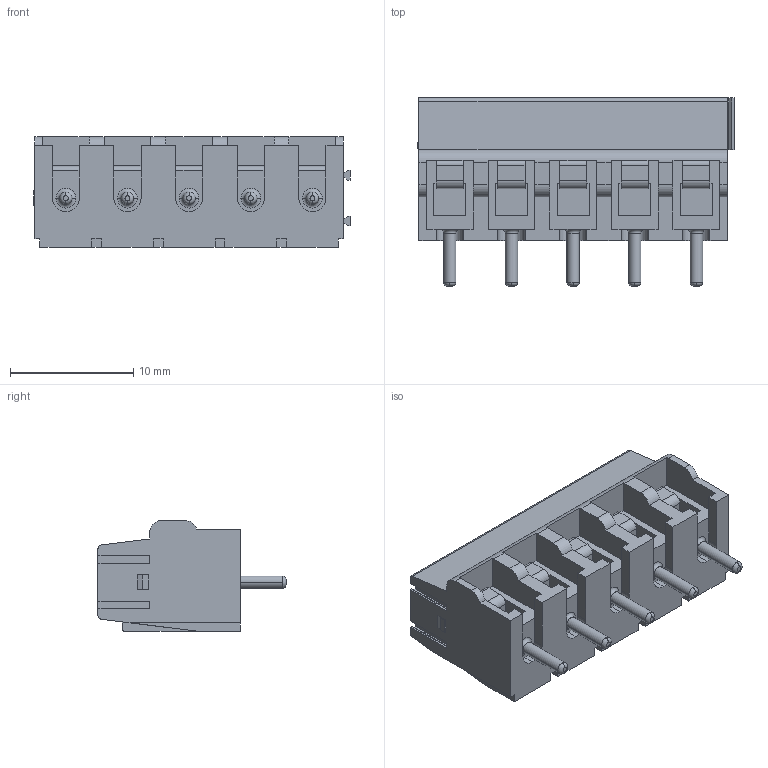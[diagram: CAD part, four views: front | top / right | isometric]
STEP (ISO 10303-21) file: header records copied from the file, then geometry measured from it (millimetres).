
FILE_DESCRIPTION (( 'STEP AP214' ), '1' );
FILE_NAME ('1935190.STEP', '2024-12-17T13:37:24', ( 'LENOVO' ), ( '' ), 'SwSTEP 2.0', 'SolidWorks 2021', '' );
FILE_SCHEMA (( 'AUTOMOTIVE_DESIGN' ));
Length unit declared in the file: millimetre
Products named in the file (1): 1935190
Bounding box: 25.67 x 15.25 x 9 mm (x, y, z)
Volume: 1685.2 mm3; surface area: 3374.8 mm2
Topology: 11 solids, 11 shells, 420 faces, 1132 edges, 748 vertices
Faces by surface type: plane 271, cylinder 89, bspline 40, torus 20
Entity records: 14168 total; most frequent: CARTESIAN_POINT 3571, ORIENTED_EDGE 2264, DIRECTION 2032, EDGE_CURVE 1132, VERTEX_POINT 748, VECTOR 734, LINE 734, AXIS2_PLACEMENT_3D 649
